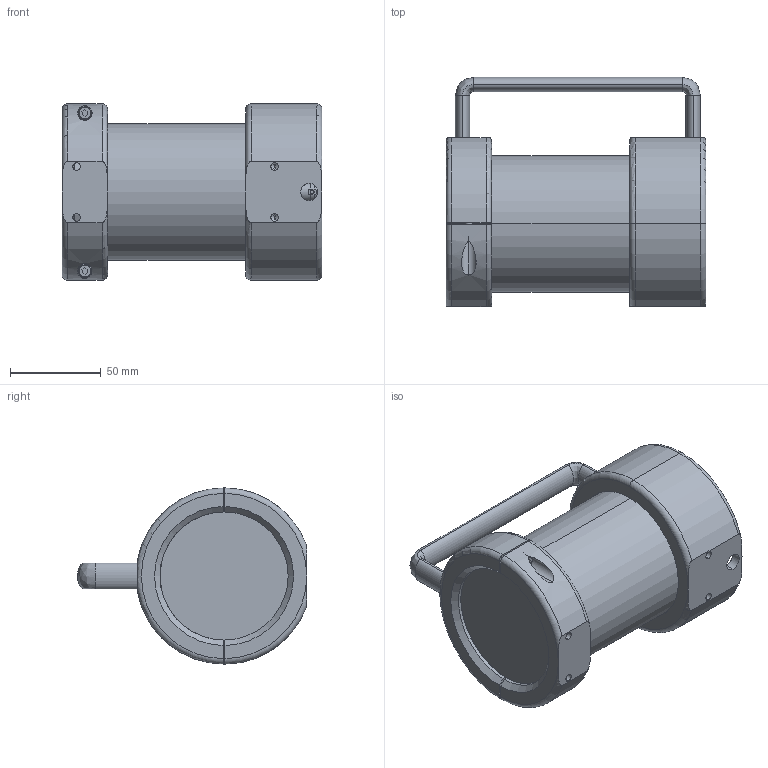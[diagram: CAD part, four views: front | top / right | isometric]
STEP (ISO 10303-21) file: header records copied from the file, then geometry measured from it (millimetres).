
FILE_DESCRIPTION (( 'STEP AP214' ), '1' );
FILE_NAME ('88202310-BC75.STEP', '2016-04-15T19:09:52', ( 'Andrew' ), ( 'Microsoft' ), 'SwSTEP 2.0', 'SolidWorks 2014', '' );
FILE_SCHEMA (( 'AUTOMOTIVE_DESIGN' ));
Length unit declared in the file: millimetre
Products named in the file (1): 88202310-BC75
Bounding box: 143 x 126.31 x 97 mm (x, y, z)
Surface area: 110552.3 mm2 (no closed solid volume)
Topology: 0 solids, 23 shells, 622 faces, 1558 edges, 1000 vertices
Faces by surface type: cylinder 272, plane 173, cone 87, bspline 72, torus 18
Entity records: 39900 total; most frequent: CARTESIAN_POINT 18929, ORIENTED_EDGE 3018, DIRECTION 2616, EDGE_CURVE 1534, VERTEX_POINT 1000, AXIS2_PLACEMENT_3D 992, EDGE_LOOP 710, UNCERTAINTY_MEASURE_WITH_UNIT 644
